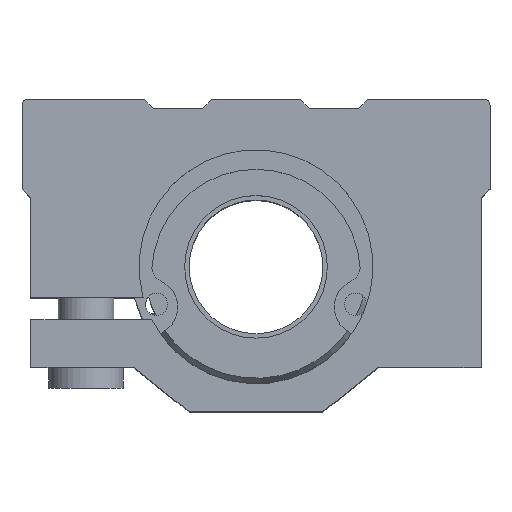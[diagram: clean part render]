
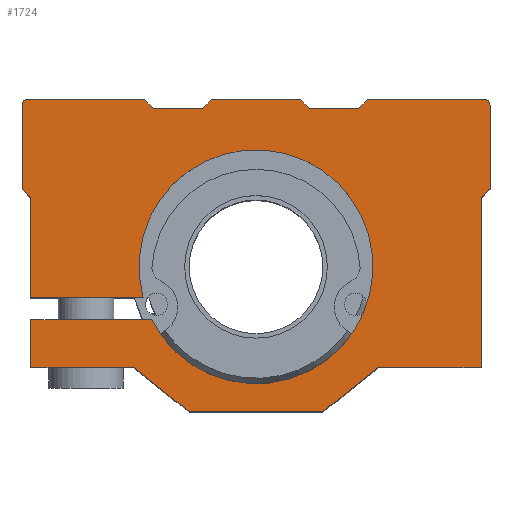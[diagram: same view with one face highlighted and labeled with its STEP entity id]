
A CAD part, top view. The second image highlights one B-rep face of the part: STEP entity #1724.
In plain terms, the highlighted planar face has unit normal (0, 0, 1).
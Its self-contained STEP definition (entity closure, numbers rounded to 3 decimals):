
#90=CIRCLE('',#1878,10.5);
#102=CIRCLE('',#1897,0.5);
#109=CIRCLE('',#1916,0.5);
#489=ORIENTED_EDGE('',*,*,#717,.T.);
#490=ORIENTED_EDGE('',*,*,#692,.T.);
#491=ORIENTED_EDGE('',*,*,#712,.F.);
#492=ORIENTED_EDGE('',*,*,#742,.T.);
#493=ORIENTED_EDGE('',*,*,#746,.T.);
#494=ORIENTED_EDGE('',*,*,#749,.T.);
#495=ORIENTED_EDGE('',*,*,#752,.T.);
#496=ORIENTED_EDGE('',*,*,#755,.T.);
#497=ORIENTED_EDGE('',*,*,#760,.T.);
#498=ORIENTED_EDGE('',*,*,#763,.T.);
#499=ORIENTED_EDGE('',*,*,#766,.T.);
#500=ORIENTED_EDGE('',*,*,#769,.T.);
#501=ORIENTED_EDGE('',*,*,#772,.T.);
#502=ORIENTED_EDGE('',*,*,#777,.T.);
#503=ORIENTED_EDGE('',*,*,#780,.T.);
#504=ORIENTED_EDGE('',*,*,#783,.T.);
#505=ORIENTED_EDGE('',*,*,#786,.T.);
#506=ORIENTED_EDGE('',*,*,#789,.T.);
#507=ORIENTED_EDGE('',*,*,#792,.T.);
#508=ORIENTED_EDGE('',*,*,#795,.T.);
#509=ORIENTED_EDGE('',*,*,#798,.T.);
#510=ORIENTED_EDGE('',*,*,#803,.T.);
#511=ORIENTED_EDGE('',*,*,#731,.T.);
#512=ORIENTED_EDGE('',*,*,#735,.T.);
#513=ORIENTED_EDGE('',*,*,#738,.T.);
#514=ORIENTED_EDGE('',*,*,#726,.T.);
#692=EDGE_CURVE('',#894,#895,#90,.T.);
#712=EDGE_CURVE('',#912,#895,#1047,.T.);
#717=EDGE_CURVE('',#917,#894,#1049,.T.);
#726=EDGE_CURVE('',#924,#917,#1058,.T.);
#731=EDGE_CURVE('',#928,#929,#102,.T.);
#735=EDGE_CURVE('',#929,#932,#1063,.T.);
#738=EDGE_CURVE('',#932,#924,#1066,.T.);
#742=EDGE_CURVE('',#912,#935,#1070,.T.);
#746=EDGE_CURVE('',#935,#939,#1071,.T.);
#749=EDGE_CURVE('',#939,#941,#1074,.T.);
#752=EDGE_CURVE('',#941,#943,#1077,.T.);
#755=EDGE_CURVE('',#943,#945,#1080,.T.);
#760=EDGE_CURVE('',#945,#949,#1083,.T.);
#763=EDGE_CURVE('',#949,#951,#1086,.T.);
#766=EDGE_CURVE('',#951,#953,#1089,.T.);
#769=EDGE_CURVE('',#953,#955,#1092,.T.);
#772=EDGE_CURVE('',#955,#957,#109,.T.);
#777=EDGE_CURVE('',#957,#961,#1096,.T.);
#780=EDGE_CURVE('',#961,#963,#1099,.T.);
#783=EDGE_CURVE('',#963,#965,#1102,.T.);
#786=EDGE_CURVE('',#965,#967,#1105,.T.);
#789=EDGE_CURVE('',#967,#969,#1108,.T.);
#792=EDGE_CURVE('',#969,#971,#1111,.T.);
#795=EDGE_CURVE('',#971,#973,#1114,.T.);
#798=EDGE_CURVE('',#973,#975,#1117,.T.);
#803=EDGE_CURVE('',#975,#928,#1120,.T.);
#894=VERTEX_POINT('',#2689);
#895=VERTEX_POINT('',#2690);
#912=VERTEX_POINT('',#2728);
#917=VERTEX_POINT('',#2740);
#924=VERTEX_POINT('',#2757);
#928=VERTEX_POINT('',#2769);
#929=VERTEX_POINT('',#2770);
#932=VERTEX_POINT('',#2778);
#935=VERTEX_POINT('',#2789);
#939=VERTEX_POINT('',#2799);
#941=VERTEX_POINT('',#2805);
#943=VERTEX_POINT('',#2811);
#945=VERTEX_POINT('',#2817);
#949=VERTEX_POINT('',#2827);
#951=VERTEX_POINT('',#2833);
#953=VERTEX_POINT('',#2839);
#955=VERTEX_POINT('',#2845);
#957=VERTEX_POINT('',#2851);
#961=VERTEX_POINT('',#2861);
#963=VERTEX_POINT('',#2867);
#965=VERTEX_POINT('',#2873);
#967=VERTEX_POINT('',#2879);
#969=VERTEX_POINT('',#2885);
#971=VERTEX_POINT('',#2891);
#973=VERTEX_POINT('',#2897);
#975=VERTEX_POINT('',#2903);
#1047=LINE('',#2729,#1185);
#1049=LINE('',#2739,#1187);
#1058=LINE('',#2756,#1196);
#1063=LINE('',#2777,#1201);
#1066=LINE('',#2783,#1204);
#1070=LINE('',#2790,#1208);
#1071=LINE('',#2798,#1209);
#1074=LINE('',#2804,#1212);
#1077=LINE('',#2810,#1215);
#1080=LINE('',#2816,#1218);
#1083=LINE('',#2826,#1221);
#1086=LINE('',#2832,#1224);
#1089=LINE('',#2838,#1227);
#1092=LINE('',#2844,#1230);
#1096=LINE('',#2860,#1234);
#1099=LINE('',#2866,#1237);
#1102=LINE('',#2872,#1240);
#1105=LINE('',#2878,#1243);
#1108=LINE('',#2884,#1246);
#1111=LINE('',#2890,#1249);
#1114=LINE('',#2896,#1252);
#1117=LINE('',#2902,#1255);
#1120=LINE('',#2912,#1258);
#1185=VECTOR('',#2215,1000.);
#1187=VECTOR('',#2225,1000.);
#1196=VECTOR('',#2236,1000.);
#1201=VECTOR('',#2257,1000.);
#1204=VECTOR('',#2262,1000.);
#1208=VECTOR('',#2268,1000.);
#1209=VECTOR('',#2277,1000.);
#1212=VECTOR('',#2282,1000.);
#1215=VECTOR('',#2287,1000.);
#1218=VECTOR('',#2292,1000.);
#1221=VECTOR('',#2301,1000.);
#1224=VECTOR('',#2306,1000.);
#1227=VECTOR('',#2311,1000.);
#1230=VECTOR('',#2316,1000.);
#1234=VECTOR('',#2332,1000.);
#1237=VECTOR('',#2337,1000.);
#1240=VECTOR('',#2342,1000.);
#1243=VECTOR('',#2347,1000.);
#1246=VECTOR('',#2352,1000.);
#1249=VECTOR('',#2357,1000.);
#1252=VECTOR('',#2362,1000.);
#1255=VECTOR('',#2367,1000.);
#1258=VECTOR('',#2376,1000.);
#1383=EDGE_LOOP('',(#489,#490,#491,#492,#493,#494,#495,#496,#497,#498,#499,
#500,#501,#502,#503,#504,#505,#506,#507,#508,#509,#510,#511,#512,#513,#514));
#1541=FACE_BOUND('',#1383,.T.);
#1638=PLANE('',#1932);
#1724=ADVANCED_FACE('',(#1541),#1638,.T.);
#1878=AXIS2_PLACEMENT_3D('',#2688,#2184,#2185);
#1897=AXIS2_PLACEMENT_3D('',#2768,#2249,#2250);
#1916=AXIS2_PLACEMENT_3D('',#2850,#2321,#2322);
#1932=AXIS2_PLACEMENT_3D('',#2915,#2380,#2381);
#2184=DIRECTION('',(0.,0.,-1.));
#2185=DIRECTION('',(-1.,0.,0.));
#2215=DIRECTION('',(1.,0.,0.));
#2225=DIRECTION('',(1.,0.,0.));
#2236=DIRECTION('',(0.,-1.,0.));
#2249=DIRECTION('',(0.,0.,1.));
#2250=DIRECTION('',(1.,0.,0.));
#2257=DIRECTION('',(0.,-1.,0.));
#2262=DIRECTION('',(0.707,-0.707,0.));
#2268=DIRECTION('',(0.,-1.,0.));
#2277=DIRECTION('',(1.,0.,0.));
#2282=DIRECTION('',(0.781,-0.625,0.));
#2287=DIRECTION('',(1.,0.,0.));
#2292=DIRECTION('',(0.781,0.625,0.));
#2301=DIRECTION('',(1.,0.,0.));
#2306=DIRECTION('',(0.,1.,0.));
#2311=DIRECTION('',(0.707,0.707,0.));
#2316=DIRECTION('',(0.,1.,0.));
#2321=DIRECTION('',(0.,0.,1.));
#2322=DIRECTION('',(1.,0.,0.));
#2332=DIRECTION('',(-1.,0.,0.));
#2337=DIRECTION('',(-0.707,-0.707,0.));
#2342=DIRECTION('',(-1.,0.,0.));
#2347=DIRECTION('',(-0.707,0.707,0.));
#2352=DIRECTION('',(-1.,0.,0.));
#2357=DIRECTION('',(-0.707,-0.707,0.));
#2362=DIRECTION('',(-1.,0.,0.));
#2367=DIRECTION('',(-0.707,0.707,0.));
#2376=DIRECTION('',(-1.,0.,0.));
#2380=DIRECTION('',(0.,0.,1.));
#2381=DIRECTION('',(1.,0.,0.));
#2688=CARTESIAN_POINT('',(0.,-15.,0.));
#2689=CARTESIAN_POINT('',(-10.133,-17.75,0.));
#2690=CARTESIAN_POINT('',(-9.364,-19.75,0.));
#2728=CARTESIAN_POINT('',(-20.2,-19.75,0.));
#2729=CARTESIAN_POINT('',(-21.,-19.75,0.));
#2739=CARTESIAN_POINT('',(-21.,-17.75,0.));
#2740=CARTESIAN_POINT('',(-20.2,-17.75,0.));
#2756=CARTESIAN_POINT('',(-20.2,-8.8,0.));
#2757=CARTESIAN_POINT('',(-20.2,-8.8,0.));
#2768=CARTESIAN_POINT('',(-20.5,-0.5,0.));
#2769=CARTESIAN_POINT('',(-20.5,0.,0.));
#2770=CARTESIAN_POINT('',(-21.,-0.5,0.));
#2777=CARTESIAN_POINT('',(-21.,-0.5,0.));
#2778=CARTESIAN_POINT('',(-21.,-8.,0.));
#2783=CARTESIAN_POINT('',(-21.,-8.,0.));
#2789=CARTESIAN_POINT('',(-20.2,-24.,0.));
#2790=CARTESIAN_POINT('',(-20.2,-8.8,0.));
#2798=CARTESIAN_POINT('',(-20.2,-24.,0.));
#2799=CARTESIAN_POINT('',(-11.,-24.,0.));
#2804=CARTESIAN_POINT('',(-11.,-24.,0.));
#2805=CARTESIAN_POINT('',(-6.,-28.,0.));
#2810=CARTESIAN_POINT('',(-6.,-28.,0.));
#2811=CARTESIAN_POINT('',(6.,-28.,0.));
#2816=CARTESIAN_POINT('',(6.,-28.,0.));
#2817=CARTESIAN_POINT('',(11.,-24.,0.));
#2826=CARTESIAN_POINT('',(11.,-24.,0.));
#2827=CARTESIAN_POINT('',(20.2,-24.,0.));
#2832=CARTESIAN_POINT('',(20.2,-24.,0.));
#2833=CARTESIAN_POINT('',(20.2,-8.8,0.));
#2838=CARTESIAN_POINT('',(20.2,-8.8,0.));
#2839=CARTESIAN_POINT('',(21.,-8.,0.));
#2844=CARTESIAN_POINT('',(21.,-8.,0.));
#2845=CARTESIAN_POINT('',(21.,-0.5,0.));
#2850=CARTESIAN_POINT('',(20.5,-0.5,0.));
#2851=CARTESIAN_POINT('',(20.5,0.,0.));
#2860=CARTESIAN_POINT('',(20.5,0.,0.));
#2861=CARTESIAN_POINT('',(10.,0.,0.));
#2866=CARTESIAN_POINT('',(10.,0.,0.));
#2867=CARTESIAN_POINT('',(9.2,-0.8,0.));
#2872=CARTESIAN_POINT('',(9.2,-0.8,0.));
#2873=CARTESIAN_POINT('',(4.8,-0.8,0.));
#2878=CARTESIAN_POINT('',(4.8,-0.8,0.));
#2879=CARTESIAN_POINT('',(4.,0.,0.));
#2884=CARTESIAN_POINT('',(4.,0.,0.));
#2885=CARTESIAN_POINT('',(-4.,0.,0.));
#2890=CARTESIAN_POINT('',(-4.,0.,0.));
#2891=CARTESIAN_POINT('',(-4.8,-0.8,0.));
#2896=CARTESIAN_POINT('',(-4.8,-0.8,0.));
#2897=CARTESIAN_POINT('',(-9.2,-0.8,0.));
#2902=CARTESIAN_POINT('',(-9.2,-0.8,0.));
#2903=CARTESIAN_POINT('',(-10.,0.,0.));
#2912=CARTESIAN_POINT('',(-10.,0.,0.));
#2915=CARTESIAN_POINT('',(-20.5,-0.5,0.));
